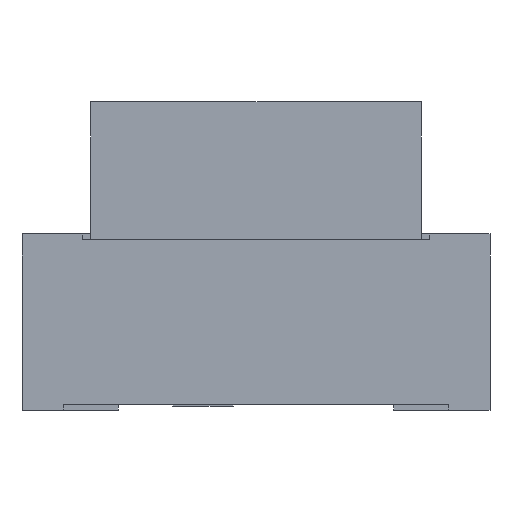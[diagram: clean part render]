
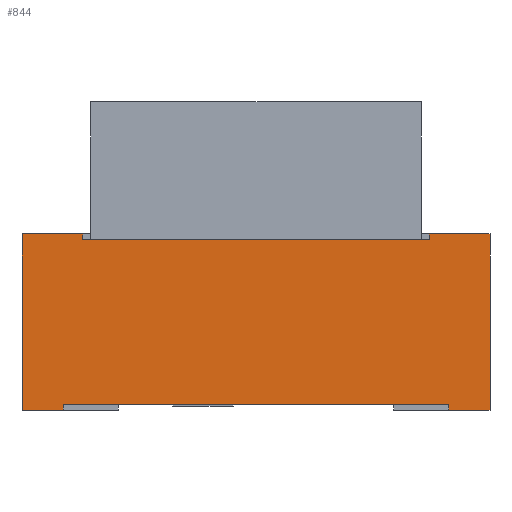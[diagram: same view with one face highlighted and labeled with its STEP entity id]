
A CAD part, left-side view. The second image highlights one B-rep face of the part: STEP entity #844.
In plain terms, the highlighted planar face has unit normal (-1, 0, 0).
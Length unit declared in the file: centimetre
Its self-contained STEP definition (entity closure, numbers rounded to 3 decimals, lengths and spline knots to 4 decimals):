
#24=FACE_OUTER_BOUND($,#70,.T.);
#70=EDGE_LOOP($,(#558,#559,#560,#561,#562,#563,#564,#565,#566,#567,#568,
#569));
#118=LINE($,#1171,#238);
#119=LINE($,#1173,#239);
#120=LINE($,#1175,#240);
#121=LINE($,#1177,#241);
#122=LINE($,#1179,#242);
#123=LINE($,#1181,#243);
#124=LINE($,#1183,#244);
#125=LINE($,#1185,#245);
#126=LINE($,#1187,#246);
#127=LINE($,#1189,#247);
#128=LINE($,#1191,#248);
#129=LINE($,#1192,#249);
#238=VECTOR($,#949,1.);
#239=VECTOR($,#950,1.);
#240=VECTOR($,#951,1.);
#241=VECTOR($,#952,1.);
#242=VECTOR($,#953,1.);
#243=VECTOR($,#954,1.);
#244=VECTOR($,#955,1.);
#245=VECTOR($,#956,1.);
#246=VECTOR($,#957,1.);
#247=VECTOR($,#958,1.);
#248=VECTOR($,#959,1.);
#249=VECTOR($,#960,1.);
#358=VERTEX_POINT($,#1169);
#359=VERTEX_POINT($,#1170);
#360=VERTEX_POINT($,#1172);
#361=VERTEX_POINT($,#1174);
#362=VERTEX_POINT($,#1176);
#363=VERTEX_POINT($,#1178);
#364=VERTEX_POINT($,#1180);
#365=VERTEX_POINT($,#1182);
#366=VERTEX_POINT($,#1184);
#367=VERTEX_POINT($,#1186);
#368=VERTEX_POINT($,#1188);
#369=VERTEX_POINT($,#1190);
#438=EDGE_CURVE($,#358,#359,#118,.T.);
#439=EDGE_CURVE($,#359,#360,#119,.T.);
#440=EDGE_CURVE($,#361,#360,#120,.T.);
#441=EDGE_CURVE($,#362,#361,#121,.T.);
#442=EDGE_CURVE($,#363,#362,#122,.T.);
#443=EDGE_CURVE($,#364,#363,#123,.T.);
#444=EDGE_CURVE($,#365,#364,#124,.T.);
#445=EDGE_CURVE($,#365,#366,#125,.T.);
#446=EDGE_CURVE($,#367,#366,#126,.T.);
#447=EDGE_CURVE($,#367,#368,#127,.T.);
#448=EDGE_CURVE($,#369,#368,#128,.T.);
#449=EDGE_CURVE($,#358,#369,#129,.T.);
#558=ORIENTED_EDGE($,*,*,#438,.T.);
#559=ORIENTED_EDGE($,*,*,#439,.T.);
#560=ORIENTED_EDGE($,*,*,#440,.F.);
#561=ORIENTED_EDGE($,*,*,#441,.F.);
#562=ORIENTED_EDGE($,*,*,#442,.F.);
#563=ORIENTED_EDGE($,*,*,#443,.F.);
#564=ORIENTED_EDGE($,*,*,#444,.F.);
#565=ORIENTED_EDGE($,*,*,#445,.T.);
#566=ORIENTED_EDGE($,*,*,#446,.F.);
#567=ORIENTED_EDGE($,*,*,#447,.T.);
#568=ORIENTED_EDGE($,*,*,#448,.F.);
#569=ORIENTED_EDGE($,*,*,#449,.F.);
#798=PLANE($,#895);
#844=ADVANCED_FACE($,(#24),#798,.F.);
#895=AXIS2_PLACEMENT_3D($,#1168,#947,#948);
#947=DIRECTION('center_axis',(1.,0.,0.));
#948=DIRECTION('ref_axis',(0.,-1.,0.));
#949=DIRECTION($,(0.,1.,0.));
#950=DIRECTION($,(0.,0.,1.));
#951=DIRECTION($,(0.,-1.,0.));
#952=DIRECTION($,(0.,0.,1.));
#953=DIRECTION($,(0.,1.,0.));
#954=DIRECTION($,(0.,0.,-1.));
#955=DIRECTION($,(0.,1.,0.));
#956=DIRECTION($,(0.,0.,-1.));
#957=DIRECTION($,(0.,1.,0.));
#958=DIRECTION($,(0.,0.,1.));
#959=DIRECTION($,(0.,-1.,0.));
#960=DIRECTION($,(0.,0.,1.));
#1168=CARTESIAN_POINT('Origin',(0.,0.,0.));
#1169=CARTESIAN_POINT('',(0.,-0.063,0.03));
#1170=CARTESIAN_POINT('',(0.,0.063,0.03));
#1171=CARTESIAN_POINT($,(0.,-0.063,0.03));
#1172=CARTESIAN_POINT('',(0.,0.063,0.032));
#1173=CARTESIAN_POINT($,(0.,0.063,0.03));
#1174=CARTESIAN_POINT('',(0.,0.085,0.032));
#1175=CARTESIAN_POINT($,(0.,0.085,0.032));
#1176=CARTESIAN_POINT('',(0.,0.085,-0.032));
#1177=CARTESIAN_POINT($,(0.,0.085,-0.032));
#1178=CARTESIAN_POINT('',(0.,0.07,-0.032));
#1179=CARTESIAN_POINT($,(0.,0.07,-0.032));
#1180=CARTESIAN_POINT('',(0.,0.07,-0.03));
#1181=CARTESIAN_POINT($,(0.,0.07,-0.03));
#1182=CARTESIAN_POINT('',(0.,-0.07,-0.03));
#1183=CARTESIAN_POINT($,(0.,-0.07,-0.03));
#1184=CARTESIAN_POINT('',(0.,-0.07,-0.032));
#1185=CARTESIAN_POINT($,(0.,-0.07,-0.03));
#1186=CARTESIAN_POINT('',(0.,-0.085,-0.032));
#1187=CARTESIAN_POINT($,(0.,-0.085,-0.032));
#1188=CARTESIAN_POINT('',(0.,-0.085,0.032));
#1189=CARTESIAN_POINT($,(0.,-0.085,-0.032));
#1190=CARTESIAN_POINT('',(0.,-0.063,0.032));
#1191=CARTESIAN_POINT($,(0.,-0.063,0.032));
#1192=CARTESIAN_POINT($,(0.,-0.063,0.03));
